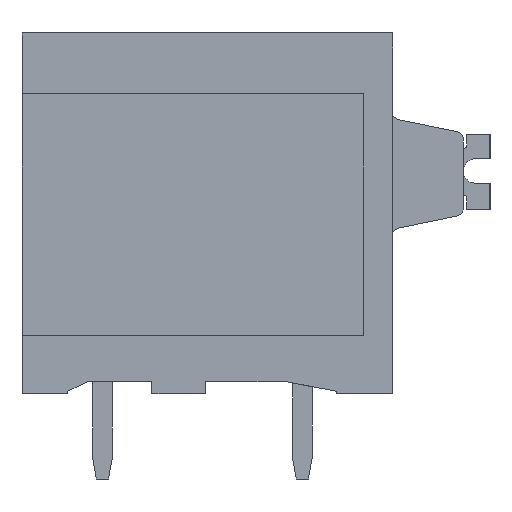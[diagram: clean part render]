
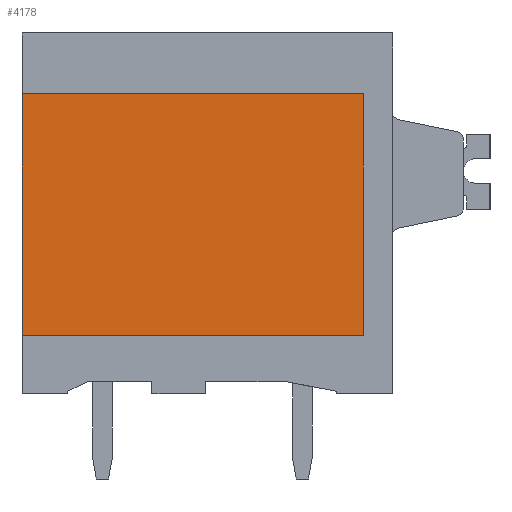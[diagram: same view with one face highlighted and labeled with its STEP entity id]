
A CAD part, left-side view. The second image highlights one B-rep face of the part: STEP entity #4178.
In plain terms, the highlighted planar face has unit normal (-1, 0, 0).
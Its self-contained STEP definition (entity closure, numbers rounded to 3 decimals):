
#4158=AXIS2_PLACEMENT_3D('Plane Axis2P3D',#4155,#4156,#4157) ;
#951=CARTESIAN_POINT('Vertex',(1.1,19.2,5.9)) ;
#954=CARTESIAN_POINT('Line Origine',(1.1,19.2,10.85)) ;
#958=CARTESIAN_POINT('Vertex',(1.1,19.2,15.8)) ;
#4139=CARTESIAN_POINT('Vertex',(1.1,5.2,5.9)) ;
#4142=CARTESIAN_POINT('Line Origine',(1.1,12.2,5.9)) ;
#4155=CARTESIAN_POINT('Axis2P3D Location',(1.1,0.,0.)) ;
#4160=CARTESIAN_POINT('Line Origine',(1.1,5.2,10.85)) ;
#4164=CARTESIAN_POINT('Vertex',(1.1,5.2,15.8)) ;
#4167=CARTESIAN_POINT('Line Origine',(1.1,12.2,15.8)) ;
#955=DIRECTION('Vector Direction',(0.,0.,1.)) ;
#4143=DIRECTION('Vector Direction',(0.,1.,0.)) ;
#4156=DIRECTION('Axis2P3D Direction',(-1.,0.,0.)) ;
#4157=DIRECTION('Axis2P3D XDirection',(0.,-1.,0.)) ;
#4161=DIRECTION('Vector Direction',(0.,0.,1.)) ;
#4168=DIRECTION('Vector Direction',(0.,1.,0.)) ;
#956=VECTOR('Line Direction',#955,1.) ;
#4144=VECTOR('Line Direction',#4143,1.) ;
#4162=VECTOR('Line Direction',#4161,1.) ;
#4169=VECTOR('Line Direction',#4168,1.) ;
#4173=ORIENTED_EDGE('',*,*,#4146,.F.) ;
#4174=ORIENTED_EDGE('',*,*,#4166,.T.) ;
#4175=ORIENTED_EDGE('',*,*,#4171,.T.) ;
#4176=ORIENTED_EDGE('',*,*,#960,.F.) ;
#4178=ADVANCED_FACE('_LMF 5.08/16/90 3.5SN OR BX 1330870000',(#4177),#4159,.T.) ;
#960=EDGE_CURVE('',#952,#959,#957,.T.) ;
#4146=EDGE_CURVE('',#4140,#952,#4145,.T.) ;
#4166=EDGE_CURVE('',#4140,#4165,#4163,.T.) ;
#4171=EDGE_CURVE('',#4165,#959,#4170,.T.) ;
#4172=EDGE_LOOP('',(#4173,#4174,#4175,#4176)) ;
#4177=FACE_OUTER_BOUND('',#4172,.T.) ;
#957=LINE('Line',#954,#956) ;
#4145=LINE('Line',#4142,#4144) ;
#4163=LINE('Line',#4160,#4162) ;
#4170=LINE('Line',#4167,#4169) ;
#4159=PLANE('',#4158) ;
#952=VERTEX_POINT('',#951) ;
#959=VERTEX_POINT('',#958) ;
#4140=VERTEX_POINT('',#4139) ;
#4165=VERTEX_POINT('',#4164) ;
